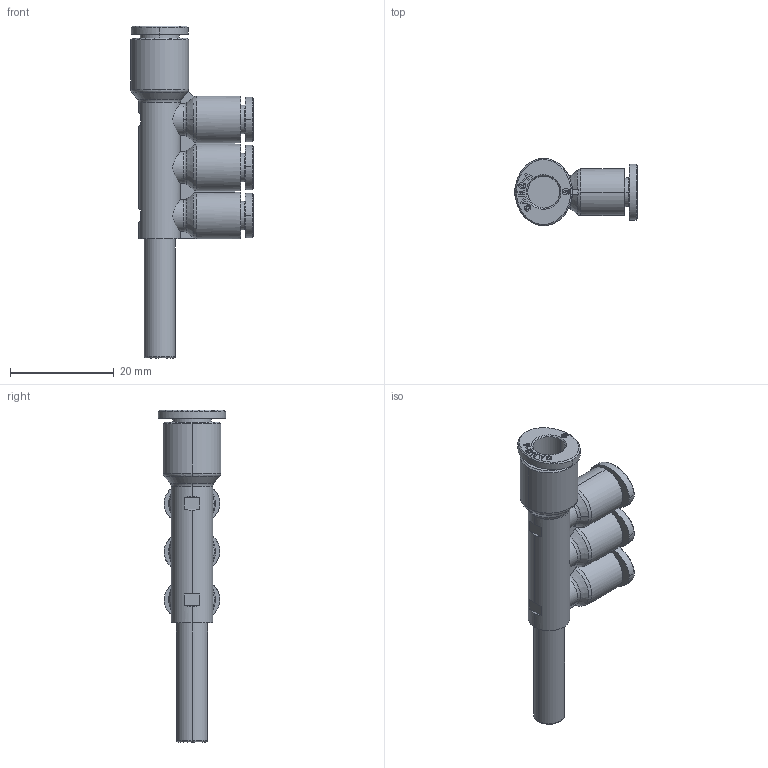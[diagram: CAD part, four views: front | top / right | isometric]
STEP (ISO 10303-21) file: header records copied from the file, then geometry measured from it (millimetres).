
FILE_DESCRIPTION (( 'STEP AP214' ), '1' );
FILE_NAME ('PKJ06-04.STEP', '2015-08-24T09:41:00', ( '' ), ( '' ), 'SwSTEP 2.0', 'SolidWorks 2015', '' );
FILE_SCHEMA (( 'AUTOMOTIVE_DESIGN' ));
Length unit declared in the file: millimetre
Products named in the file (2): PKJ06-04; ｦ+ﾃｦ2
Assembly tree (1 placements, depth 2):
  PKJ06-04
    ｦ+ﾃｦ2
Bounding box: 23.7 x 13 x 64.15 mm (x, y, z)
Volume: 4758.4 mm3; surface area: 4351.7 mm2
Topology: 1 solids, 1 shells, 1417 faces, 4019 edges, 2669 vertices
Faces by surface type: plane 1179, bspline 131, cylinder 67, cone 31, torus 9
Entity records: 49802 total; most frequent: CARTESIAN_POINT 13346, ORIENTED_EDGE 8038, DIRECTION 6430, EDGE_CURVE 4019, LINE 3470, VECTOR 3470, VERTEX_POINT 2669, EDGE_LOOP 1482
